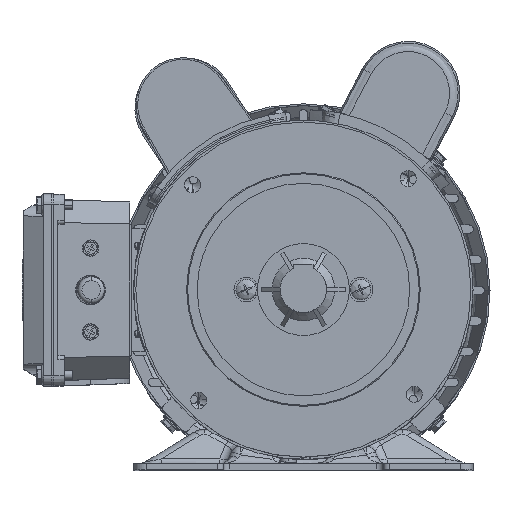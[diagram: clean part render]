
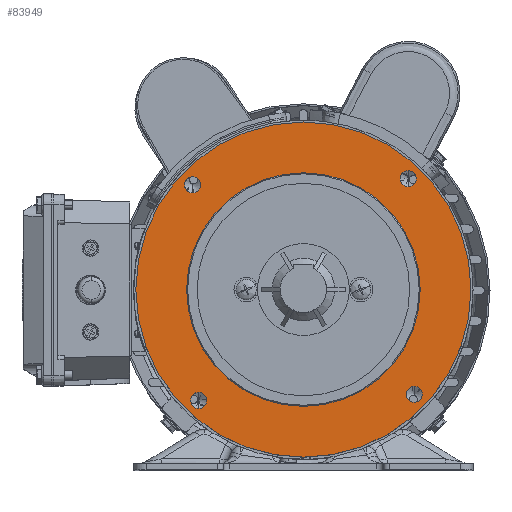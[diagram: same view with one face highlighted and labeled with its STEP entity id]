
A CAD part, top view. The second image highlights one B-rep face of the part: STEP entity #83949.
In plain terms, the highlighted face is planar.
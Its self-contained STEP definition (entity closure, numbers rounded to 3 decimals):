
#3099 = EDGE_CURVE ( 'NONE', #111042, #23164, #99296, .T. ) ;
#5080 = CARTESIAN_POINT ( 'NONE',  ( -54.225, -51.251, -1. ) ) ;
#9856 = EDGE_CURVE ( 'NONE', #32716, #96174, #109843, .T. ) ;
#10401 = EDGE_CURVE ( 'NONE', #96174, #32716, #20620, .T. ) ;
#14302 = DIRECTION ( 'NONE',  ( 0., 1., 0. ) ) ;
#14580 = CARTESIAN_POINT ( 'NONE',  ( -54.225, -55.22, -1. ) ) ;
#17936 = ORIENTED_EDGE ( 'NONE', *, *, #79215, .F. ) ;
#18162 = CARTESIAN_POINT ( 'NONE',  ( -51.251, 54.225, -1. ) ) ;
#18526 = CARTESIAN_POINT ( 'NONE',  ( 51.251, -50.256, -1. ) ) ;
#18912 = ORIENTED_EDGE ( 'NONE', *, *, #92253, .F. ) ;
#19733 = AXIS2_PLACEMENT_3D ( 'NONE', #29710, #94018, #38943 ) ;
#20237 = DIRECTION ( 'NONE',  ( 0., 0., -1. ) ) ;
#20290 = DIRECTION ( 'NONE',  ( 0., 0., -1. ) ) ;
#20620 = CIRCLE ( 'NONE', #74886, 57.15 ) ;
#21317 = EDGE_LOOP ( 'NONE', ( #24593, #109999 ) ) ;
#22367 = FACE_BOUND ( 'NONE', #34524, .T. ) ;
#22570 = VERTEX_POINT ( 'NONE', #81332 ) ;
#23164 = VERTEX_POINT ( 'NONE', #108234 ) ;
#24029 = CARTESIAN_POINT ( 'NONE',  ( 0., 57.15, -1. ) ) ;
#24593 = ORIENTED_EDGE ( 'NONE', *, *, #71292, .T. ) ;
#25551 = CARTESIAN_POINT ( 'NONE',  ( -54.225, -51.251, -1. ) ) ;
#26164 = CARTESIAN_POINT ( 'NONE',  ( 0., 0., -1. ) ) ;
#26259 = EDGE_CURVE ( 'NONE', #28681, #95216, #81293, .T. ) ;
#27368 = DIRECTION ( 'NONE',  ( 0., 1., 0. ) ) ;
#28088 = EDGE_CURVE ( 'NONE', #22570, #53433, #59361, .T. ) ;
#28681 = VERTEX_POINT ( 'NONE', #18526 ) ;
#29710 = CARTESIAN_POINT ( 'NONE',  ( 0., 0., -1. ) ) ;
#31423 = CARTESIAN_POINT ( 'NONE',  ( 51.251, -58.193, -1. ) ) ;
#31880 = VERTEX_POINT ( 'NONE', #83716 ) ;
#32716 = VERTEX_POINT ( 'NONE', #95264 ) ;
#33499 = VERTEX_POINT ( 'NONE', #71393 ) ;
#34008 = AXIS2_PLACEMENT_3D ( 'NONE', #107582, #52589, #116831 ) ;
#34411 = CARTESIAN_POINT ( 'NONE',  ( 54.225, 51.251, -1. ) ) ;
#34524 = EDGE_LOOP ( 'NONE', ( #117920, #119115 ) ) ;
#34772 = DIRECTION ( 'NONE',  ( 0., 1., 0. ) ) ;
#35370 = DIRECTION ( 'NONE',  ( 0., 1., 0. ) ) ;
#36729 = AXIS2_PLACEMENT_3D ( 'NONE', #25551, #89868, #34772 ) ;
#38943 = DIRECTION ( 'NONE',  ( 0., 1., 0. ) ) ;
#39720 = VERTEX_POINT ( 'NONE', #97181 ) ;
#42468 = AXIS2_PLACEMENT_3D ( 'NONE', #98282, #43247, #107514 ) ;
#42801 = AXIS2_PLACEMENT_3D ( 'NONE', #24029, #51764, #115976 ) ;
#42955 = CARTESIAN_POINT ( 'NONE',  ( 0., -82., -1. ) ) ;
#43247 = DIRECTION ( 'NONE',  ( 0., 0., -1. ) ) ;
#43253 = CIRCLE ( 'NONE', #97741, 3.969 ) ;
#43654 = DIRECTION ( 'NONE',  ( 0., 1., 0. ) ) ;
#43905 = FACE_BOUND ( 'NONE', #62598, .T. ) ;
#46763 = FACE_BOUND ( 'NONE', #89883, .T. ) ;
#51764 = DIRECTION ( 'NONE',  ( 0., 0., -1. ) ) ;
#52576 = CIRCLE ( 'NONE', #94200, 82. ) ;
#52589 = DIRECTION ( 'NONE',  ( 0., 0., -1. ) ) ;
#52632 = DIRECTION ( 'NONE',  ( 0., 0., -1. ) ) ;
#52723 = AXIS2_PLACEMENT_3D ( 'NONE', #5080, #69330, #14302 ) ;
#53433 = VERTEX_POINT ( 'NONE', #98258 ) ;
#53890 = CARTESIAN_POINT ( 'NONE',  ( 0., 0., -1. ) ) ;
#58866 = ORIENTED_EDGE ( 'NONE', *, *, #76911, .F. ) ;
#59361 = CIRCLE ( 'NONE', #64603, 3.969 ) ;
#60296 = CIRCLE ( 'NONE', #76331, 3.969 ) ;
#61632 = EDGE_LOOP ( 'NONE', ( #118125, #18912 ) ) ;
#62166 = EDGE_CURVE ( 'NONE', #33499, #102030, #81232, .T. ) ;
#62598 = EDGE_LOOP ( 'NONE', ( #76565, #64543 ) ) ;
#63106 = DIRECTION ( 'NONE',  ( 0., 1., 0. ) ) ;
#64543 = ORIENTED_EDGE ( 'NONE', *, *, #10401, .F. ) ;
#64603 = AXIS2_PLACEMENT_3D ( 'NONE', #75296, #20237, #84510 ) ;
#68306 = FACE_OUTER_BOUND ( 'NONE', #21317, .T. ) ;
#68709 = CIRCLE ( 'NONE', #42468, 3.969 ) ;
#69330 = DIRECTION ( 'NONE',  ( 0., 0., -1. ) ) ;
#69432 = CIRCLE ( 'NONE', #95966, 3.969 ) ;
#71292 = EDGE_CURVE ( 'NONE', #23164, #111042, #52576, .T. ) ;
#71393 = CARTESIAN_POINT ( 'NONE',  ( -54.225, -47.283, -1. ) ) ;
#74824 = ORIENTED_EDGE ( 'NONE', *, *, #104928, .F. ) ;
#74886 = AXIS2_PLACEMENT_3D ( 'NONE', #26164, #90473, #35370 ) ;
#75296 = CARTESIAN_POINT ( 'NONE',  ( -51.251, 54.225, -1. ) ) ;
#75344 = CARTESIAN_POINT ( 'NONE',  ( 51.251, -54.225, -1. ) ) ;
#76331 = AXIS2_PLACEMENT_3D ( 'NONE', #18162, #82467, #27368 ) ;
#76360 = ORIENTED_EDGE ( 'NONE', *, *, #26259, .F. ) ;
#76565 = ORIENTED_EDGE ( 'NONE', *, *, #9856, .F. ) ;
#76911 = EDGE_CURVE ( 'NONE', #95216, #28681, #43253, .T. ) ;
#78015 = EDGE_CURVE ( 'NONE', #53433, #22570, #60296, .T. ) ;
#79215 = EDGE_CURVE ( 'NONE', #31880, #39720, #68709, .T. ) ;
#81232 = CIRCLE ( 'NONE', #36729, 3.969 ) ;
#81293 = CIRCLE ( 'NONE', #92999, 3.969 ) ;
#81332 = CARTESIAN_POINT ( 'NONE',  ( -51.251, 50.256, -1. ) ) ;
#82467 = DIRECTION ( 'NONE',  ( 0., 0., -1. ) ) ;
#83716 = CARTESIAN_POINT ( 'NONE',  ( 54.225, 47.283, -1. ) ) ;
#83949 = ADVANCED_FACE ( 'NONE', ( #46763, #92821, #22367, #117206, #68306, #43905 ), #88354, .T. ) ;
#84510 = DIRECTION ( 'NONE',  ( 0., 1., 0. ) ) ;
#84562 = DIRECTION ( 'NONE',  ( 0., 1., 0. ) ) ;
#88354 = PLANE ( 'NONE',  #42801 ) ;
#89435 = CIRCLE ( 'NONE', #52723, 3.969 ) ;
#89868 = DIRECTION ( 'NONE',  ( 0., 0., -1. ) ) ;
#89883 = EDGE_LOOP ( 'NONE', ( #76360, #58866 ) ) ;
#90473 = DIRECTION ( 'NONE',  ( 0., 0., -1. ) ) ;
#90547 = CARTESIAN_POINT ( 'NONE',  ( 0., -57.15, -1. ) ) ;
#92253 = EDGE_CURVE ( 'NONE', #102030, #33499, #89435, .T. ) ;
#92821 = FACE_BOUND ( 'NONE', #61632, .T. ) ;
#92999 = AXIS2_PLACEMENT_3D ( 'NONE', #75344, #20290, #84562 ) ;
#94018 = DIRECTION ( 'NONE',  ( 0., 0., -1. ) ) ;
#94200 = AXIS2_PLACEMENT_3D ( 'NONE', #53890, #118138, #63106 ) ;
#95216 = VERTEX_POINT ( 'NONE', #31423 ) ;
#95264 = CARTESIAN_POINT ( 'NONE',  ( 0., 57.15, -1. ) ) ;
#95966 = AXIS2_PLACEMENT_3D ( 'NONE', #34411, #98668, #43654 ) ;
#96174 = VERTEX_POINT ( 'NONE', #90547 ) ;
#97181 = CARTESIAN_POINT ( 'NONE',  ( 54.225, 55.22, -1. ) ) ;
#97741 = AXIS2_PLACEMENT_3D ( 'NONE', #107633, #52632, #116877 ) ;
#98258 = CARTESIAN_POINT ( 'NONE',  ( -51.251, 58.193, -1. ) ) ;
#98282 = CARTESIAN_POINT ( 'NONE',  ( 54.225, 51.251, -1. ) ) ;
#98668 = DIRECTION ( 'NONE',  ( 0., 0., -1. ) ) ;
#99296 = CIRCLE ( 'NONE', #19733, 82. ) ;
#102030 = VERTEX_POINT ( 'NONE', #14580 ) ;
#104928 = EDGE_CURVE ( 'NONE', #39720, #31880, #69432, .T. ) ;
#107514 = DIRECTION ( 'NONE',  ( 0., 1., 0. ) ) ;
#107582 = CARTESIAN_POINT ( 'NONE',  ( 0., 0., -1. ) ) ;
#107633 = CARTESIAN_POINT ( 'NONE',  ( 51.251, -54.225, -1. ) ) ;
#108234 = CARTESIAN_POINT ( 'NONE',  ( 0., 82., -1. ) ) ;
#109843 = CIRCLE ( 'NONE', #34008, 57.15 ) ;
#109999 = ORIENTED_EDGE ( 'NONE', *, *, #3099, .T. ) ;
#111042 = VERTEX_POINT ( 'NONE', #42955 ) ;
#113086 = EDGE_LOOP ( 'NONE', ( #74824, #17936 ) ) ;
#115976 = DIRECTION ( 'NONE',  ( 0., 1., 0. ) ) ;
#116831 = DIRECTION ( 'NONE',  ( 0., 1., 0. ) ) ;
#116877 = DIRECTION ( 'NONE',  ( 0., 1., 0. ) ) ;
#117206 = FACE_BOUND ( 'NONE', #113086, .T. ) ;
#117920 = ORIENTED_EDGE ( 'NONE', *, *, #78015, .F. ) ;
#118125 = ORIENTED_EDGE ( 'NONE', *, *, #62166, .F. ) ;
#118138 = DIRECTION ( 'NONE',  ( 0., 0., -1. ) ) ;
#119115 = ORIENTED_EDGE ( 'NONE', *, *, #28088, .F. ) ;
